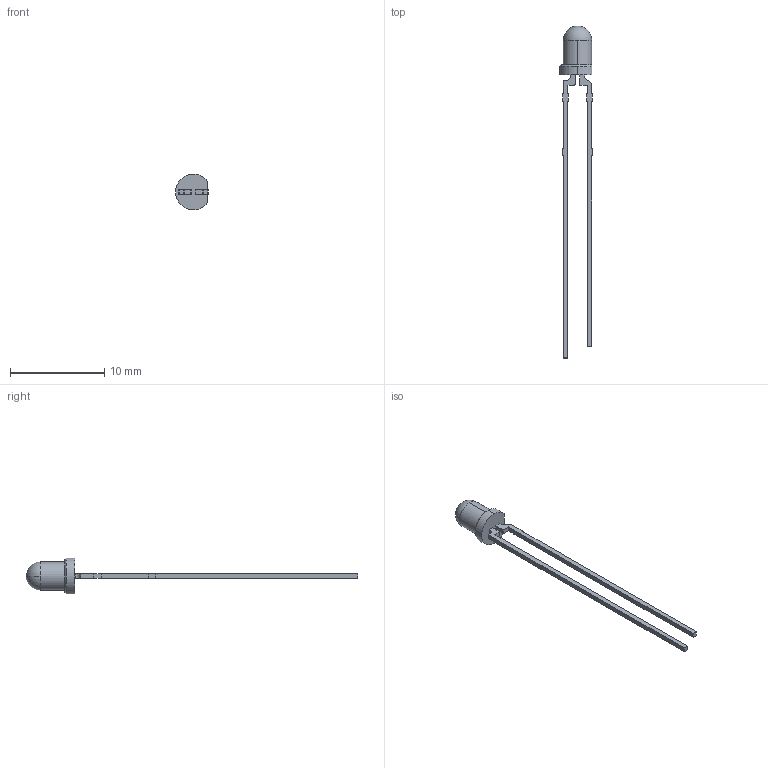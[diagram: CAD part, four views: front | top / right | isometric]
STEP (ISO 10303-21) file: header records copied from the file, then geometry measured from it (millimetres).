
FILE_DESCRIPTION (( 'STEP AP214' ), '1' );
FILE_NAME ('SFH 229.STEP', '2020-05-08T11:26:03', ( '' ), ( '' ), 'SwSTEP 2.0', 'SolidWorks 2017', '' );
FILE_SCHEMA (( 'AUTOMOTIVE_DESIGN' ));
Length unit declared in the file: millimetre
Products named in the file (1): SFH 229
Bounding box: 3.47 x 35.3 x 3.8 mm (x, y, z)
Volume: 52.4 mm3; surface area: 187.6 mm2
Topology: 3 solids, 3 shells, 59 faces, 157 edges, 103 vertices
Faces by surface type: plane 47, cylinder 7, cone 3, sphere 2
Entity records: 1856 total; most frequent: CARTESIAN_POINT 324, ORIENTED_EDGE 310, DIRECTION 294, EDGE_CURVE 155, LINE 132, VECTOR 132, VERTEX_POINT 103, AXIS2_PLACEMENT_3D 81
